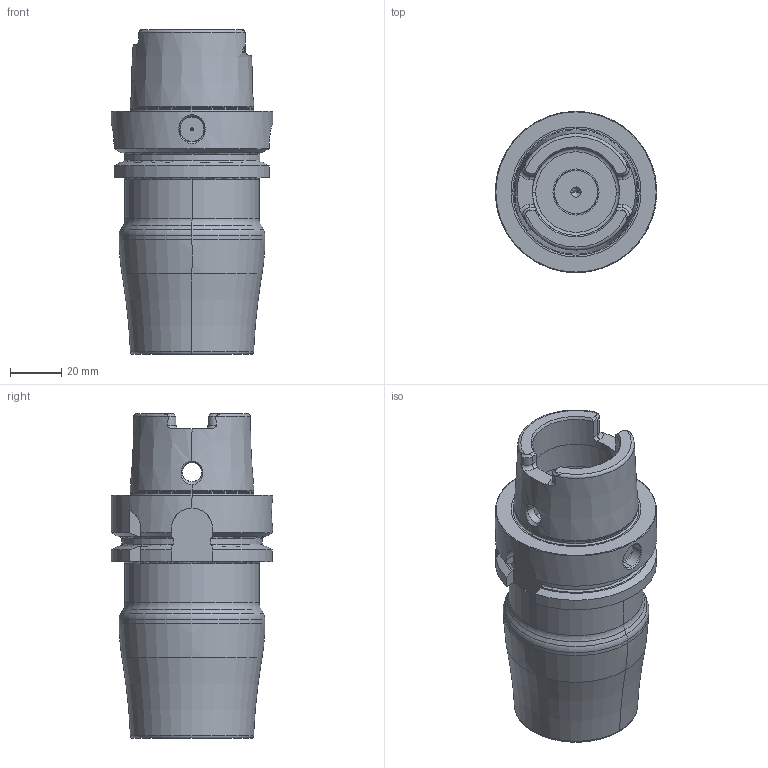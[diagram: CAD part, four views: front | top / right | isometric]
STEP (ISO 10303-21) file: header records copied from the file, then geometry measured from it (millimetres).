
FILE_DESCRIPTION((''),'2;1');
FILE_NAME('607932791-000-00-E43','2023-05-03T09:09:21',('liebchenm'),(''),'CREO PARAMETRIC BY PTC INC, 2021184','CREO PARAMETRIC BY PTC INC, 2021184','');
FILE_SCHEMA(('AP242_MANAGED_MODEL_BASED_3D_ENGINEERING_MIM_LF { 1 0 10303 442 1 1 4 }'));
Length unit declared in the file: millimetre
Products named in the file (1): 607932791-000-00-E43
Bounding box: 63 x 63 x 126.9 mm (x, y, z)
Volume: 204536.6 mm3; surface area: 38311.4 mm2
Topology: 1 solids, 2 shells, 166 faces, 422 edges, 258 vertices
Faces by surface type: plane 49, cylinder 47, cone 36, torus 32, bspline 2
Entity records: 8968 total; most frequent: CARTESIAN_POINT 2648, DIRECTION 845, ORIENTED_EDGE 832, PRESENTATION_STYLE_ASSIGNMENT 430, STYLED_ITEM 430, CURVE_STYLE 428, EDGE_CURVE 418, AXIS2_PLACEMENT_3D 345
